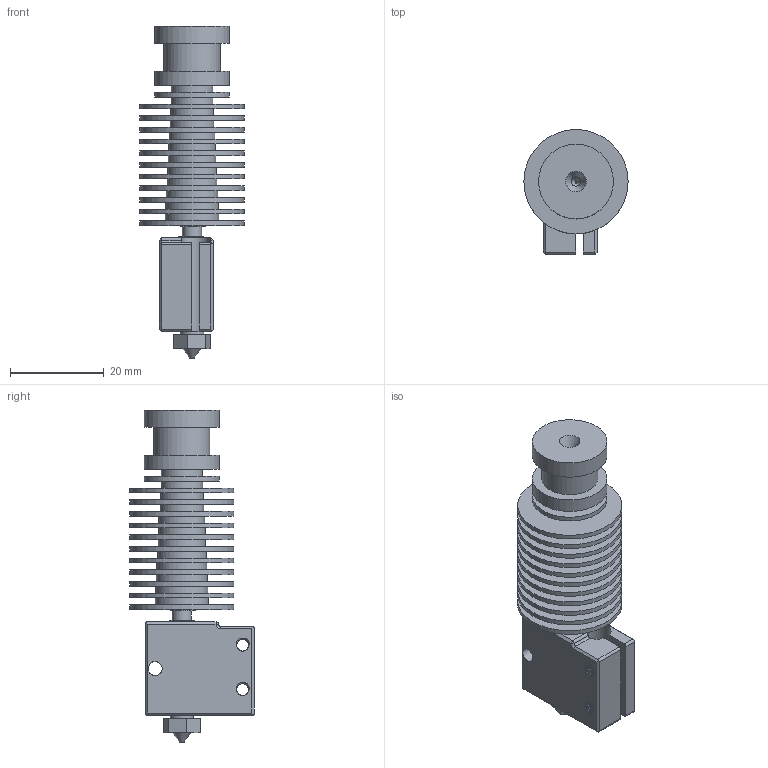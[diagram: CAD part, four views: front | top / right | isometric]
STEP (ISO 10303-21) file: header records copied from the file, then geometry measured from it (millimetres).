
FILE_DESCRIPTION(/* description */ (''),/* implementation_level */ '2;1');
FILE_NAME(/* name */ 'Hotend v8.step',/* time_stamp */ '2020-02-26T08:25:58-03:00',/* author */ (''),/* organization */ (''),/* preprocessor_version */ 'ST-DEVELOPER v18',/* originating_system */ 'Autodesk Translation Framework v8.12.0.6',/* authorisation */ '');
FILE_SCHEMA (('AUTOMOTIVE_DESIGN { 1 0 10303 214 3 1 1 }'));
Length unit declared in the file: millimetre
Products named in the file (5): Hotend; Component1; Component2; Component3; Component4
Assembly tree (4 placements, depth 2):
  Hotend
    Component1
    Component2
    Component3
    Component4
Bounding box: 22.3 x 26.65 x 71 mm (x, y, z)
Volume: 12355.7 mm3; surface area: 15318.5 mm2
Topology: 4 solids, 4 shells, 449 faces, 1202 edges, 785 vertices
Faces by surface type: cylinder 339, plane 71, bspline 22, cone 12, torus 5
Full cylindrical faces by diameter (mm): 0.4 x1, 2 x3, 2.529 x44, 3 x2, 3.086 x44, 3.1 x1, 4.1 x1, 4.744 x33, 5 x1, 5.035 x47, 5.884 x35, 6.147 x45, 8.798 x1, 8.909 x1, 9.13 x1, 9.331 x1, 9.799 x1, 9.932 x1, 10.132 x1, 10.398 x1, 10.663 x1, 10.932 x1, 11.193 x1, 11.397 x1, 12 x1, 16 x3, 22.3 x11
Entity records: 29665 total; most frequent: CARTESIAN_POINT 19190, ORIENTED_EDGE 2396, DIRECTION 1765, EDGE_CURVE 1198, VERTEX_POINT 785, AXIS2_PLACEMENT_3D 680, B_SPLINE_CURVE_WITH_KNOTS 549, EDGE_LOOP 499
